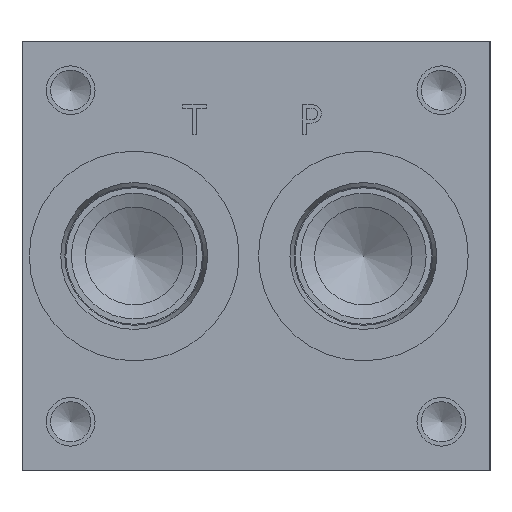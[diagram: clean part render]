
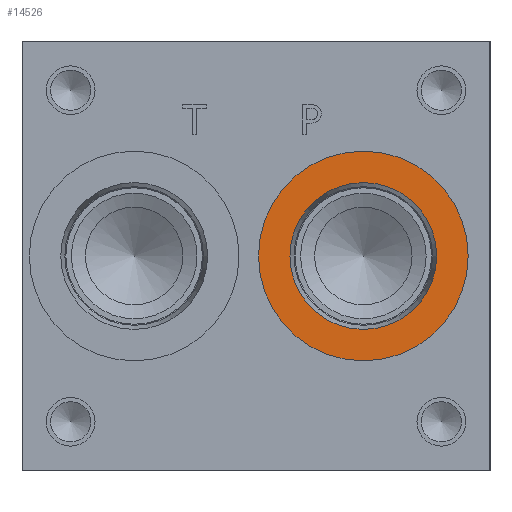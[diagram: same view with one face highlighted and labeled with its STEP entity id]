
A CAD part, left-side view. The second image highlights one B-rep face of the part: STEP entity #14526.
In plain terms, the highlighted planar face has unit normal (-1, 0, 0).
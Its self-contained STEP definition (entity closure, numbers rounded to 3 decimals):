
#387=CIRCLE('',#15292,17.069);
#388=CIRCLE('',#15293,17.069);
#389=CIRCLE('',#15295,11.951);
#390=CIRCLE('',#15296,11.951);
#818=FACE_BOUND('',#2740,.T.);
#1902=FACE_OUTER_BOUND('',#2739,.T.);
#2739=EDGE_LOOP('',(#11977,#11978));
#2740=EDGE_LOOP('',(#11979,#11980));
#6562=VERTEX_POINT('',#24416);
#6563=VERTEX_POINT('',#24418);
#6564=VERTEX_POINT('',#24422);
#6565=VERTEX_POINT('',#24423);
#8477=EDGE_CURVE('',#6562,#6563,#387,.T.);
#8478=EDGE_CURVE('',#6563,#6562,#388,.T.);
#8479=EDGE_CURVE('',#6564,#6565,#389,.T.);
#8480=EDGE_CURVE('',#6565,#6564,#390,.T.);
#11977=ORIENTED_EDGE('',*,*,#8478,.F.);
#11978=ORIENTED_EDGE('',*,*,#8477,.F.);
#11979=ORIENTED_EDGE('',*,*,#8479,.T.);
#11980=ORIENTED_EDGE('',*,*,#8480,.T.);
#13480=PLANE('',#15294);
#14526=ADVANCED_FACE('',(#1902,#818),#13480,.F.);
#15292=AXIS2_PLACEMENT_3D('',#24419,#17985,#17986);
#15293=AXIS2_PLACEMENT_3D('',#24420,#17987,#17988);
#15294=AXIS2_PLACEMENT_3D('',#24421,#17989,#17990);
#15295=AXIS2_PLACEMENT_3D('',#24424,#17991,#17992);
#15296=AXIS2_PLACEMENT_3D('',#24425,#17993,#17994);
#17985=DIRECTION('center_axis',(1.,0.,0.));
#17986=DIRECTION('ref_axis',(0.,0.,-1.));
#17987=DIRECTION('center_axis',(1.,0.,0.));
#17988=DIRECTION('ref_axis',(0.,0.,-1.));
#17989=DIRECTION('center_axis',(1.,0.,0.));
#17990=DIRECTION('ref_axis',(0.,0.,-1.));
#17991=DIRECTION('center_axis',(1.,0.,0.));
#17992=DIRECTION('ref_axis',(0.,0.,-1.));
#17993=DIRECTION('center_axis',(1.,0.,0.));
#17994=DIRECTION('ref_axis',(0.,0.,-1.));
#24416=CARTESIAN_POINT('',(0.787,20.625,17.856));
#24418=CARTESIAN_POINT('',(0.787,20.625,51.994));
#24419=CARTESIAN_POINT('Origin',(0.787,20.625,34.925));
#24420=CARTESIAN_POINT('Origin',(0.787,20.625,34.925));
#24421=CARTESIAN_POINT('Origin',(0.787,20.625,46.876));
#24422=CARTESIAN_POINT('',(0.787,20.625,46.876));
#24423=CARTESIAN_POINT('',(0.787,20.625,22.974));
#24424=CARTESIAN_POINT('Origin',(0.787,20.625,34.925));
#24425=CARTESIAN_POINT('Origin',(0.787,20.625,34.925));
